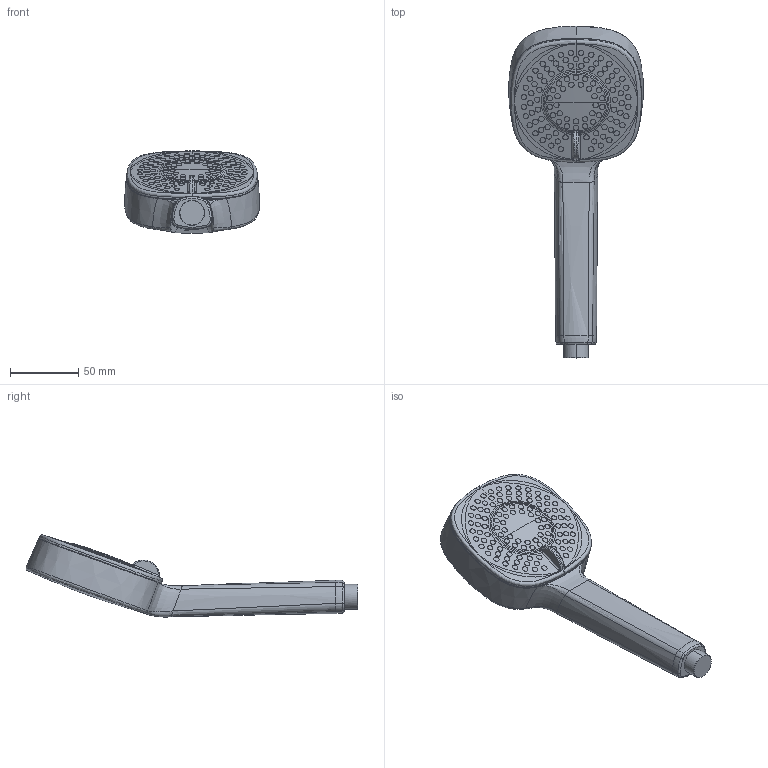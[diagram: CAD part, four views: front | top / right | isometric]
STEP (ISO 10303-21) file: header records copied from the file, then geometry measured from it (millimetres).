
FILE_DESCRIPTION (( 'STEP AP203' ), '1' );
FILE_NAME ('253022+44620500.STEP', '2018-09-11T09:24:50', ( '' ), ( '' ), 'SwSTEP 2.0', 'SolidWorks 2016', '' );
FILE_SCHEMA (( 'CONFIG_CONTROL_DESIGN' ));
Length unit declared in the file: millimetre
Products named in the file (1): 253022+44620500
Bounding box: 98.88 x 243.39 x 60.34 mm (x, y, z)
Volume: 341503.3 mm3; surface area: 39108.7 mm2
Topology: 1 solids, 9 shells, 203 faces, 413 edges, 328 vertices
Faces by surface type: plane 111, bspline 72, sphere 12, cylinder 5, torus 2, cone 1
Entity records: 22292 total; most frequent: CARTESIAN_POINT 18165, ORIENTED_EDGE 826, DIRECTION 740, EDGE_CURVE 413, AXIS2_PLACEMENT_3D 369, VERTEX_POINT 328, EDGE_LOOP 303, CIRCLE 245
